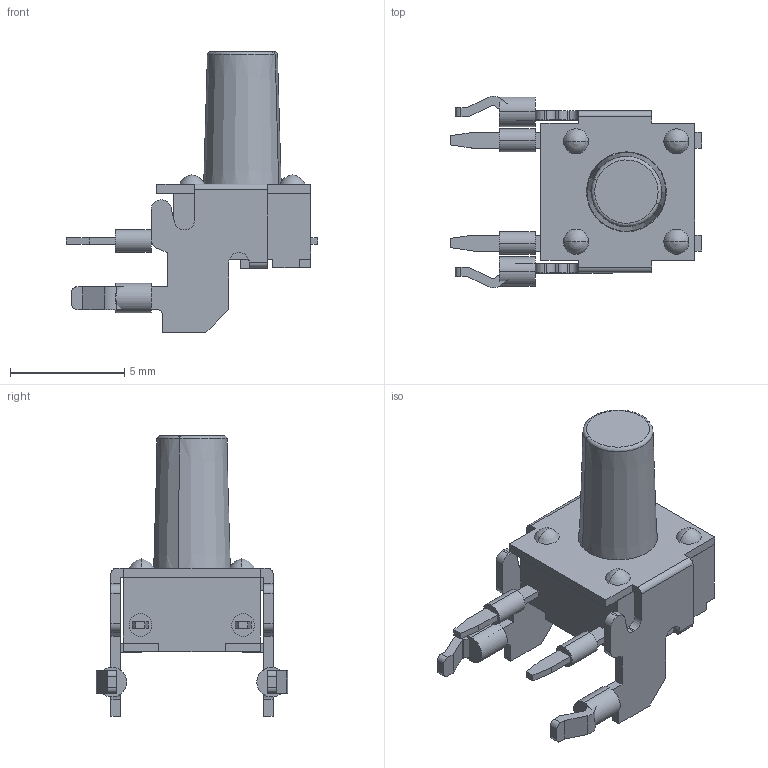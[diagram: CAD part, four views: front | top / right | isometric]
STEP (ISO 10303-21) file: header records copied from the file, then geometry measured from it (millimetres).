
FILE_DESCRIPTION (( 'STEP AP214' ), '1' );
FILE_NAME ('User Library-Switch RA PB TL1105SF160.STEP', '2016-12-03T01:47:22', ( 'Windows User' ), ( '' ), 'SwSTEP 2.0', 'SolidWorks 2016', '' );
FILE_SCHEMA (( 'AUTOMOTIVE_DESIGN' ));
Length unit declared in the file: inch
Products named in the file (1): User Library-Switch RA PB TL1105SF160
Bounding box: 11 x 8.4 x 12.3 mm (x, y, z)
Volume: 178.6 mm3; surface area: 539.1 mm2
Topology: 5 solids, 9 shells, 337 faces, 901 edges, 585 vertices
Faces by surface type: plane 216, cylinder 100, torus 12, bspline 7, cone 2
Entity records: 14490 total; most frequent: CARTESIAN_POINT 2054, ORIENTED_EDGE 1782, DIRECTION 1720, EDGE_CURVE 891, LINE 642, VECTOR 642, VERTEX_POINT 585, AXIS2_PLACEMENT_3D 539
